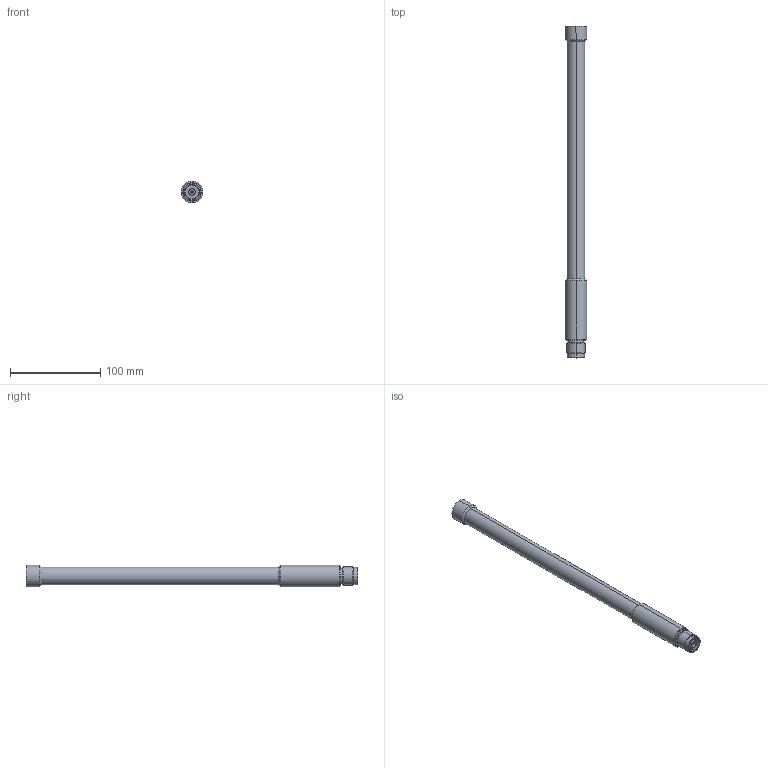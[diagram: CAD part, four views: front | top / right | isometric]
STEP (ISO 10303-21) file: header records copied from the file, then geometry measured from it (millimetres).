
FILE_DESCRIPTION (( 'STEP AP214' ), '1' );
FILE_NAME ('HG2407UP-NM.STEP', '2016-10-10T13:55:09', ( 'x' ), ( '' ), 'SwSTEP 2.0', 'SolidWorks 2014', '' );
FILE_SCHEMA (( 'AUTOMOTIVE_DESIGN' ));
Length unit declared in the file: inch
Products named in the file (3): HG2407UP-NM; HG2407UP-NM_CON; HG2407UP-NM_Antenna
Assembly tree (2 placements, depth 2):
  HG2407UP-NM
    HG2407UP-NM_Antenna
    HG2407UP-NM_CON
Bounding box: 24.03 x 367.7 x 24.03 mm (x, y, z)
Volume: 123111.1 mm3; surface area: 27075.8 mm2
Topology: 2 solids, 2 shells, 102 faces, 222 edges, 133 vertices
Faces by surface type: cone 40, cylinder 30, plane 28, sphere 2, torus 2
Entity records: 4030 total; most frequent: DIRECTION 544, CARTESIAN_POINT 510, ORIENTED_EDGE 444, AXIS2_PLACEMENT_3D 223, EDGE_CURVE 222, VERTEX_POINT 133, CIRCLE 116, EDGE_LOOP 111
